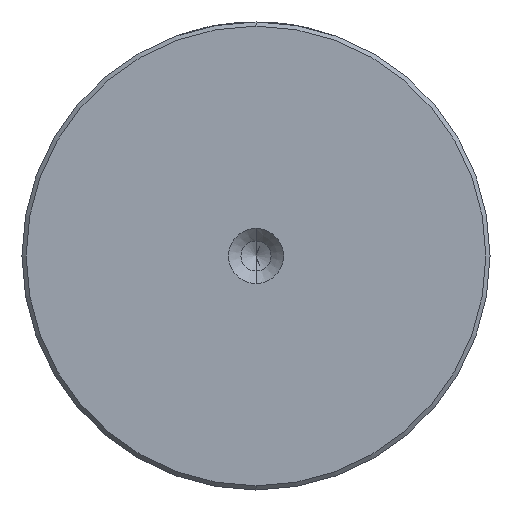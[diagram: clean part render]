
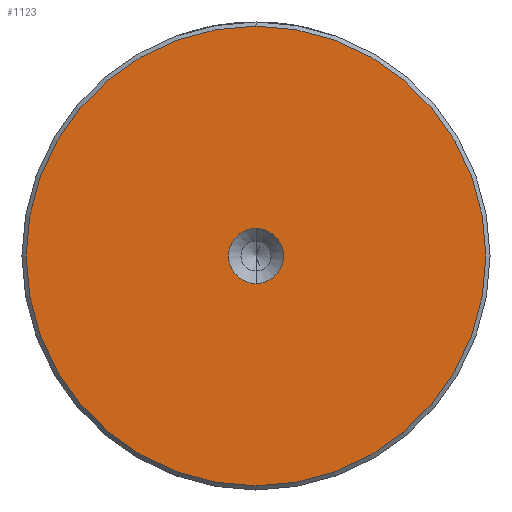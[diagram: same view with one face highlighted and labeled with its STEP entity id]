
A CAD part, left-side view. The second image highlights one B-rep face of the part: STEP entity #1123.
In plain terms, the highlighted planar face has unit normal (-1, 0, 0).
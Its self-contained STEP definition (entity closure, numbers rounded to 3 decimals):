
#85 = AXIS2_PLACEMENT_3D ( 'NONE', #1413, #2151, #676 ) ;
#133 = DIRECTION ( 'NONE',  ( -1., 0., 0. ) ) ;
#169 = CARTESIAN_POINT ( 'NONE',  ( 0., 0., -3.3 ) ) ;
#318 = CARTESIAN_POINT ( 'NONE',  ( 0., 0., 27.5 ) ) ;
#411 = PLANE ( 'NONE',  #85 ) ;
#559 = VERTEX_POINT ( 'NONE', #169 ) ;
#670 = CARTESIAN_POINT ( 'NONE',  ( 0., 0., 0. ) ) ;
#673 = ORIENTED_EDGE ( 'NONE', *, *, #3151, .F. ) ;
#676 = DIRECTION ( 'NONE',  ( 0., 0., 1. ) ) ;
#732 = AXIS2_PLACEMENT_3D ( 'NONE', #1387, #3071, #1630 ) ;
#766 = VERTEX_POINT ( 'NONE', #1890 ) ;
#767 = EDGE_CURVE ( 'NONE', #2658, #2765, #2969, .T. ) ;
#770 = FACE_OUTER_BOUND ( 'NONE', #1105, .T. ) ;
#797 = EDGE_CURVE ( 'NONE', #2765, #2658, #2898, .T. ) ;
#816 = DIRECTION ( 'NONE',  ( -1., 0., 0. ) ) ;
#915 = DIRECTION ( 'NONE',  ( 0., 0., 1. ) ) ;
#1079 = ORIENTED_EDGE ( 'NONE', *, *, #2755, .F. ) ;
#1105 = EDGE_LOOP ( 'NONE', ( #3132, #1886 ) ) ;
#1123 = ADVANCED_FACE ( 'NONE', ( #770, #2638 ), #411, .T. ) ;
#1138 = CARTESIAN_POINT ( 'NONE',  ( 0., 0., -27.5 ) ) ;
#1387 = CARTESIAN_POINT ( 'NONE',  ( 0., 0., 0. ) ) ;
#1413 = CARTESIAN_POINT ( 'NONE',  ( 0., 0., 0. ) ) ;
#1630 = DIRECTION ( 'NONE',  ( 0., 0., 1. ) ) ;
#1648 = CARTESIAN_POINT ( 'NONE',  ( 0., 0., 0. ) ) ;
#1827 = CIRCLE ( 'NONE', #732, 3.3 ) ;
#1886 = ORIENTED_EDGE ( 'NONE', *, *, #767, .T. ) ;
#1890 = CARTESIAN_POINT ( 'NONE',  ( 0., 0., 3.3 ) ) ;
#1899 = DIRECTION ( 'NONE',  ( 0., 0., 1. ) ) ;
#1924 = EDGE_LOOP ( 'NONE', ( #1079, #673 ) ) ;
#2058 = CIRCLE ( 'NONE', #2128, 3.3 ) ;
#2128 = AXIS2_PLACEMENT_3D ( 'NONE', #2285, #816, #2520 ) ;
#2151 = DIRECTION ( 'NONE',  ( -1., 0., 0. ) ) ;
#2231 = AXIS2_PLACEMENT_3D ( 'NONE', #1648, #133, #1899 ) ;
#2285 = CARTESIAN_POINT ( 'NONE',  ( 0., 0., 0. ) ) ;
#2378 = DIRECTION ( 'NONE',  ( -1., 0., 0. ) ) ;
#2381 = AXIS2_PLACEMENT_3D ( 'NONE', #670, #2378, #915 ) ;
#2520 = DIRECTION ( 'NONE',  ( 0., 0., 1. ) ) ;
#2638 = FACE_BOUND ( 'NONE', #1924, .T. ) ;
#2658 = VERTEX_POINT ( 'NONE', #318 ) ;
#2755 = EDGE_CURVE ( 'NONE', #766, #559, #1827, .T. ) ;
#2765 = VERTEX_POINT ( 'NONE', #1138 ) ;
#2898 = CIRCLE ( 'NONE', #2381, 27.5 ) ;
#2969 = CIRCLE ( 'NONE', #2231, 27.5 ) ;
#3071 = DIRECTION ( 'NONE',  ( -1., 0., 0. ) ) ;
#3132 = ORIENTED_EDGE ( 'NONE', *, *, #797, .T. ) ;
#3151 = EDGE_CURVE ( 'NONE', #559, #766, #2058, .T. ) ;
